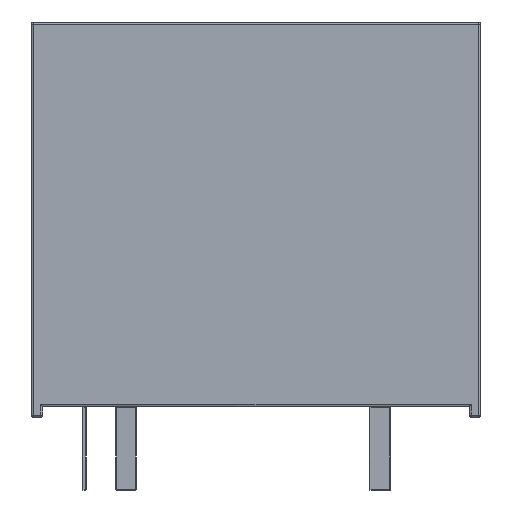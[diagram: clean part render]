
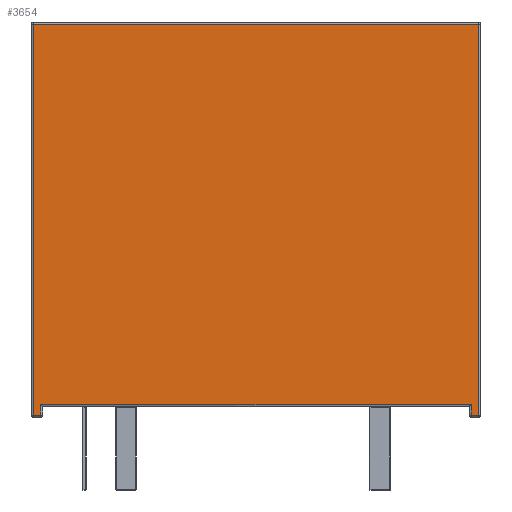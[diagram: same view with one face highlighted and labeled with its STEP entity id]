
A CAD part, front view. The second image highlights one B-rep face of the part: STEP entity #3654.
In plain terms, the highlighted face is planar.
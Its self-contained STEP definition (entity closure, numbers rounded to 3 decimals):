
#97=PLANE('',#4187);
#313=LINE('',#6103,#618);
#322=LINE('',#6132,#627);
#325=LINE('',#6162,#630);
#327=LINE('',#6167,#632);
#341=LINE('',#6208,#646);
#343=LINE('',#6211,#648);
#345=LINE('',#6214,#650);
#350=LINE('',#6223,#655);
#618=VECTOR('',#5000,10.);
#627=VECTOR('',#5035,10.);
#630=VECTOR('',#5070,10.);
#632=VECTOR('',#5076,10.);
#646=VECTOR('',#5124,10.);
#648=VECTOR('',#5128,10.);
#650=VECTOR('',#5132,10.);
#655=VECTOR('',#5145,10.);
#1080=FACE_OUTER_BOUND('',#1327,.T.);
#1327=EDGE_LOOP('',(#3108,#3109,#3110,#3111,#3112,#3113,#3114,#3115));
#1738=VERTEX_POINT('',#6062);
#1749=VERTEX_POINT('',#6089);
#1752=VERTEX_POINT('',#6096);
#1760=VERTEX_POINT('',#6131);
#1762=VERTEX_POINT('',#6137);
#1766=VERTEX_POINT('',#6148);
#1770=VERTEX_POINT('',#6157);
#1771=VERTEX_POINT('',#6161);
#2163=EDGE_CURVE('',#1752,#1738,#313,.T.);
#2178=EDGE_CURVE('',#1749,#1760,#322,.T.);
#2192=EDGE_CURVE('',#1771,#1770,#325,.T.);
#2195=EDGE_CURVE('',#1770,#1766,#327,.T.);
#2217=EDGE_CURVE('',#1766,#1762,#341,.T.);
#2219=EDGE_CURVE('',#1760,#1771,#343,.T.);
#2221=EDGE_CURVE('',#1762,#1752,#345,.T.);
#2226=EDGE_CURVE('',#1738,#1749,#350,.T.);
#3108=ORIENTED_EDGE('',*,*,#2192,.F.);
#3109=ORIENTED_EDGE('',*,*,#2219,.F.);
#3110=ORIENTED_EDGE('',*,*,#2178,.F.);
#3111=ORIENTED_EDGE('',*,*,#2226,.F.);
#3112=ORIENTED_EDGE('',*,*,#2163,.F.);
#3113=ORIENTED_EDGE('',*,*,#2221,.F.);
#3114=ORIENTED_EDGE('',*,*,#2217,.F.);
#3115=ORIENTED_EDGE('',*,*,#2195,.F.);
#3654=ADVANCED_FACE('',(#1080),#97,.F.);
#4187=AXIS2_PLACEMENT_3D('',#6283,#5223,#5224);
#5000=DIRECTION('',(0.,-1.,0.));
#5035=DIRECTION('',(0.,1.,0.));
#5070=DIRECTION('',(0.,-1.,0.));
#5076=DIRECTION('',(-1.,0.,0.));
#5124=DIRECTION('',(0.,1.,0.));
#5128=DIRECTION('',(-1.,0.,0.));
#5132=DIRECTION('',(1.,0.,0.));
#5145=DIRECTION('',(-1.,0.,0.));
#5223=DIRECTION('center_axis',(0.,0.,-1.));
#5224=DIRECTION('ref_axis',(-1.,0.,0.));
#6062=CARTESIAN_POINT('',(19.4,0.1,7.8));
#6089=CARTESIAN_POINT('',(19.05,0.1,7.8));
#6096=CARTESIAN_POINT('',(19.4,18.9,7.8));
#6103=CARTESIAN_POINT('',(19.4,19.,7.8));
#6131=CARTESIAN_POINT('',(19.05,0.6,7.8));
#6132=CARTESIAN_POINT('',(19.05,8.382,7.8));
#6137=CARTESIAN_POINT('',(-2.,18.9,7.8));
#6148=CARTESIAN_POINT('',(-2.,0.1,7.8));
#6157=CARTESIAN_POINT('',(-1.65,0.1,7.8));
#6161=CARTESIAN_POINT('',(-1.65,0.6,7.8));
#6162=CARTESIAN_POINT('',(-1.65,8.382,7.8));
#6167=CARTESIAN_POINT('',(-1.275,0.1,7.8));
#6208=CARTESIAN_POINT('',(-2.,19.,7.8));
#6211=CARTESIAN_POINT('',(-2.55,0.6,7.8));
#6214=CARTESIAN_POINT('',(-2.55,18.9,7.8));
#6223=CARTESIAN_POINT('',(-1.275,0.1,7.8));
#6283=CARTESIAN_POINT('Origin',(-2.55,19.,7.8));
